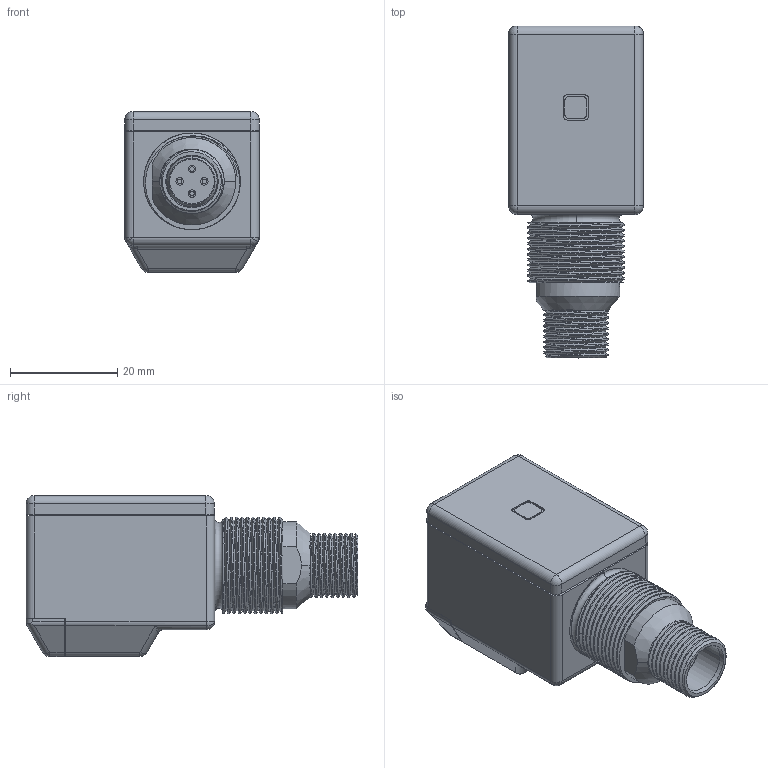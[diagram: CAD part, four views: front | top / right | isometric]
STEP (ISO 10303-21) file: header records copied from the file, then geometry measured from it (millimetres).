
FILE_DESCRIPTION((''),'2;1');
FILE_NAME('188702_ASM','2015-11-06T',('pdmadmin'),(''),'PRO/ENGINEER BY PARAMETRIC TECHNOLOGY CORPORATION, 2013230','PRO/ENGINEER BY PARAMETRIC TECHNOLOGY CORPORATION, 2013230','');
FILE_SCHEMA(('CONFIG_CONTROL_DESIGN'));
Length unit declared in the file: inch
Products named in the file (9): 31792_AF0; 31901; 32843; 69966; 123067; 32035_AF0; 32152; 36504_ASM; 188702_ASM
Assembly tree (9 placements, depth 3):
  188702_ASM
    31792_AF0
    31901  x2
    32843
    69966
    123067
    36504_ASM
      32035_AF0
      32152
Bounding box: 24.99 x 61.75 x 29.97 mm (x, y, z)
Volume: 10923.8 mm3; surface area: 19441.7 mm2
Topology: 8 solids, 8 shells, 529 faces, 1327 edges, 832 vertices
Faces by surface type: cylinder 225, plane 192, bspline 50, cone 30, sphere 18, torus 6, extrusion 6, revolution 2
Entity records: 23399 total; most frequent: CARTESIAN_POINT 11909, ORIENTED_EDGE 2410, DIRECTION 2278, EDGE_CURVE 1205, AXIS2_PLACEMENT_3D 850, VERTEX_POINT 761, VECTOR 576, LINE 570
